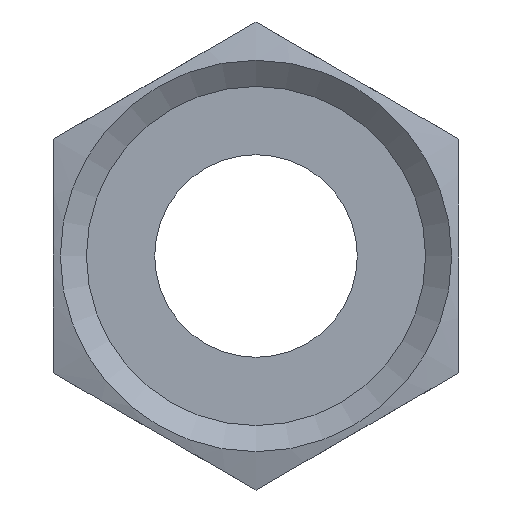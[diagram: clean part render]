
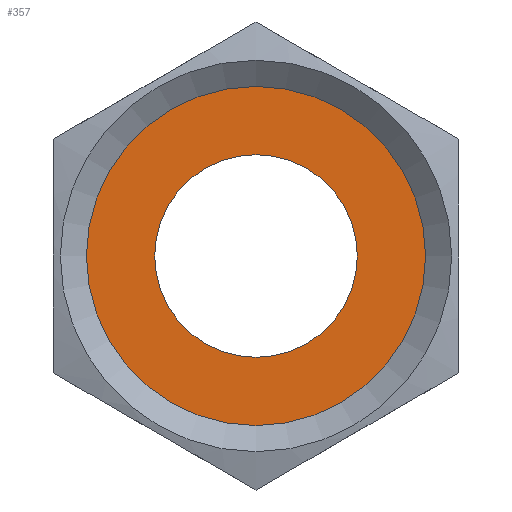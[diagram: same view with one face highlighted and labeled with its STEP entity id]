
A CAD part, front view. The second image highlights one B-rep face of the part: STEP entity #357.
In plain terms, the highlighted planar face has unit normal (0, -1, 0).
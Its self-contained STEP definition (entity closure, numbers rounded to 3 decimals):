
#18=FACE_BOUND('',#84,.T.);
#27=PLANE('',#417);
#61=FACE_OUTER_BOUND('',#83,.T.);
#83=EDGE_LOOP('',(#318,#319));
#84=EDGE_LOOP('',(#320,#321));
#132=CIRCLE('',#401,7.5);
#133=CIRCLE('',#402,7.5);
#139=CIRCLE('',#418,14.);
#140=CIRCLE('',#419,14.);
#162=VERTEX_POINT('',#595);
#163=VERTEX_POINT('',#597);
#174=VERTEX_POINT('',#650);
#175=VERTEX_POINT('',#651);
#204=EDGE_CURVE('',#163,#162,#132,.T.);
#205=EDGE_CURVE('',#162,#163,#133,.T.);
#224=EDGE_CURVE('',#174,#175,#139,.T.);
#225=EDGE_CURVE('',#175,#174,#140,.T.);
#318=ORIENTED_EDGE('',*,*,#224,.F.);
#319=ORIENTED_EDGE('',*,*,#225,.F.);
#320=ORIENTED_EDGE('',*,*,#204,.T.);
#321=ORIENTED_EDGE('',*,*,#205,.T.);
#357=ADVANCED_FACE('',(#61,#18),#27,.T.);
#401=AXIS2_PLACEMENT_3D('',#598,#475,#476);
#402=AXIS2_PLACEMENT_3D('',#599,#477,#478);
#417=AXIS2_PLACEMENT_3D('',#649,#514,#515);
#418=AXIS2_PLACEMENT_3D('',#652,#516,#517);
#419=AXIS2_PLACEMENT_3D('',#653,#518,#519);
#475=DIRECTION('center_axis',(0.,1.,0.));
#476=DIRECTION('ref_axis',(1.,0.,0.));
#477=DIRECTION('center_axis',(0.,1.,0.));
#478=DIRECTION('ref_axis',(1.,0.,0.));
#514=DIRECTION('center_axis',(0.,-1.,0.));
#515=DIRECTION('ref_axis',(0.,0.,-1.));
#516=DIRECTION('center_axis',(0.,1.,0.));
#517=DIRECTION('ref_axis',(1.,0.,0.));
#518=DIRECTION('center_axis',(0.,1.,0.));
#519=DIRECTION('ref_axis',(1.,0.,0.));
#595=CARTESIAN_POINT('',(0.,17.,-7.5));
#597=CARTESIAN_POINT('',(0.,17.,7.5));
#598=CARTESIAN_POINT('Origin',(0.,17.,0.));
#599=CARTESIAN_POINT('Origin',(0.,17.,0.));
#649=CARTESIAN_POINT('Origin',(0.,17.,14.));
#650=CARTESIAN_POINT('',(0.,17.,14.));
#651=CARTESIAN_POINT('',(0.,17.,-14.));
#652=CARTESIAN_POINT('Origin',(0.,17.,0.));
#653=CARTESIAN_POINT('Origin',(0.,17.,0.));
